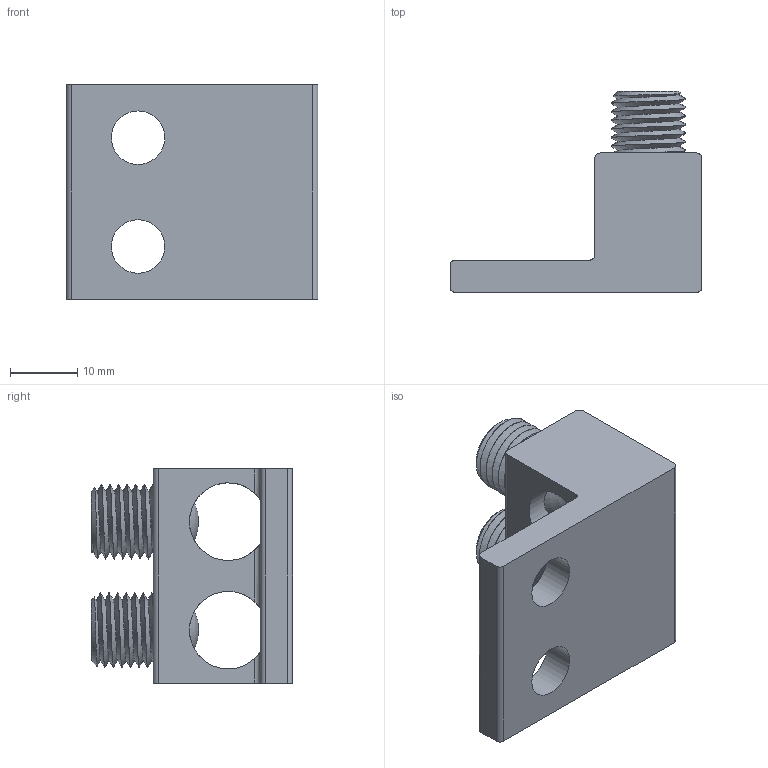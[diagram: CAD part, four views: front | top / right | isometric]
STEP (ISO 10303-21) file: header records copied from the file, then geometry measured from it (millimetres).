
FILE_DESCRIPTION(/* description */ (''),/* implementation_level */ '2;1');
FILE_NAME(/* name */ '2S2-0-31-42-HEX.stp',/* time_stamp */ '2015-05-18T09:05:37-04:00',/* author */ ('DHiltner'),/* organization */ (''),/* preprocessor_version */ 'ST-DEVELOPER v15.6',/* originating_system */ 'Autodesk Inventor 2015',/* authorisation */ '');
FILE_SCHEMA (('AUTOMOTIVE_DESIGN { 1 0 10303 214 3 1 1 }'));
Length unit declared in the file: inch
Products named in the file (1): Part2
Bounding box: 37.31 x 29.79 x 31.75 mm (x, y, z)
Volume: 10866.4 mm3; surface area: 7061.1 mm2
Topology: 1 solids, 1 shells, 79 faces, 229 edges, 150 vertices
Faces by surface type: cylinder 29, plane 28, cone 16, bspline 4, sphere 2
Full cylindrical faces by diameter (mm): 4.648 x2, 7.925 x2, 9.728 x7, 11.506 x2
Entity records: 6647 total; most frequent: CARTESIAN_POINT 4955, ORIENTED_EDGE 332, DIRECTION 296, EDGE_CURVE 166, AXIS2_PLACEMENT_3D 117, VERTEX_POINT 114, EDGE_LOOP 102, STYLED_ITEM 73
